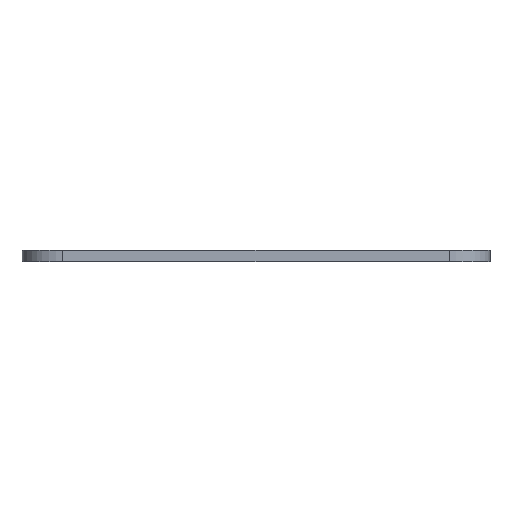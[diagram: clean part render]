
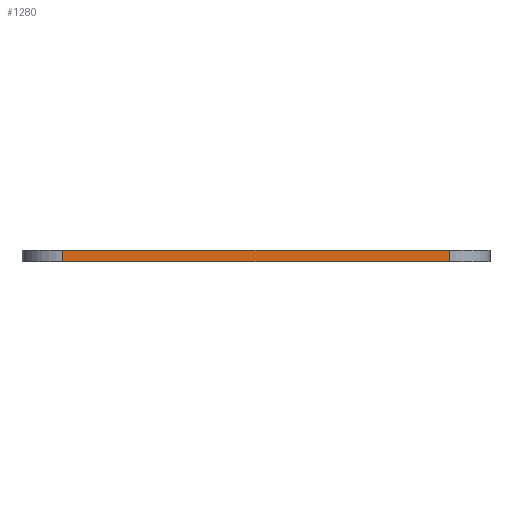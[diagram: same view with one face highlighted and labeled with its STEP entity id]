
A CAD part, front view. The second image highlights one B-rep face of the part: STEP entity #1280.
In plain terms, the highlighted planar face has unit normal (0, -1, 0).
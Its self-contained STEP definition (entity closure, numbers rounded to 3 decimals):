
#131=CARTESIAN_POINT('',(16.5,-40.,-0.5));
#132=VERTEX_POINT('',#131);
#140=CARTESIAN_POINT('',(-16.5,-40.0,-0.5));
#141=VERTEX_POINT('',#140);
#142=CARTESIAN_POINT('',(-16.5,-40.0,-0.5));
#143=DIRECTION('',(1.0,0.0,0.0));
#144=VECTOR('',#143,33.);
#145=LINE('',#142,#144);
#146=EDGE_CURVE('',#141,#132,#145,.T.);
#1231=CARTESIAN_POINT('',(-16.5,-40.0,0.5));
#1232=VERTEX_POINT('',#1231);
#1233=CARTESIAN_POINT('',(-16.5,-40.0,-0.5));
#1234=DIRECTION('',(0.0,0.0,1.0));
#1235=VECTOR('',#1234,1.0);
#1236=LINE('',#1233,#1235);
#1237=EDGE_CURVE('',#141,#1232,#1236,.T.);
#1257=CARTESIAN_POINT('',(20.,-40.,0.0));
#1258=DIRECTION('',(0.0,-1.0,0.0));
#1259=DIRECTION('',(0.0,0.0,-1.0));
#1260=AXIS2_PLACEMENT_3D('',#1257,#1258,#1259);
#1261=PLANE('',#1260);
#1262=ORIENTED_EDGE('',*,*,#1237,.F.);
#1263=ORIENTED_EDGE('',*,*,#146,.T.);
#1264=CARTESIAN_POINT('',(16.5,-40.,0.5));
#1265=VERTEX_POINT('',#1264);
#1266=CARTESIAN_POINT('',(16.5,-40.,0.5));
#1267=DIRECTION('',(0.0,0.0,-1.0));
#1268=VECTOR('',#1267,1.0);
#1269=LINE('',#1266,#1268);
#1270=EDGE_CURVE('',#1265,#132,#1269,.T.);
#1271=ORIENTED_EDGE('',*,*,#1270,.F.);
#1272=CARTESIAN_POINT('',(16.5,-40.,0.5));
#1273=DIRECTION('',(-1.0,0.0,0.0));
#1274=VECTOR('',#1273,33.);
#1275=LINE('',#1272,#1274);
#1276=EDGE_CURVE('',#1265,#1232,#1275,.T.);
#1277=ORIENTED_EDGE('',*,*,#1276,.T.);
#1278=EDGE_LOOP('',(#1262,#1263,#1271,#1277));
#1279=FACE_OUTER_BOUND('',#1278,.T.);
#1280=ADVANCED_FACE('',(#1279),#1261,.T.);
